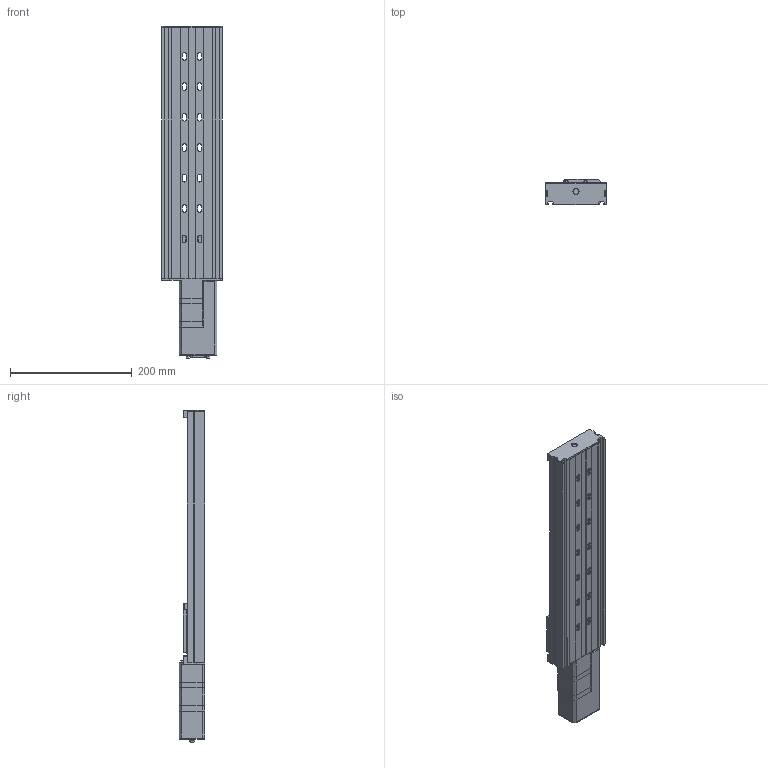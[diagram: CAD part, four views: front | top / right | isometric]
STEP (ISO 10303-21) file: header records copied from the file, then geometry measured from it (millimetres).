
FILE_DESCRIPTION (( 'STEP AP203' ), '1' );
FILE_NAME ('LRQ300xL-E01T3A.step', '2023-05-17T23:45:26', ( '' ), ( '' ), 'SwSTEP 2.0', 'SolidWorks 2019', '' );
FILE_SCHEMA (( 'CONFIG_CONTROL_DESIGN' ));
Length unit declared in the file: millimetre
Products named in the file (4): LRQ300xL-E01T3A; LRQ_carriage^LRQ_LRQ; LRQ_base^LRQ_LRQ300L; NMS17_motor^LRQ_LRQ-T3A
Assembly tree (3 placements, depth 2):
  LRQ300xL-E01T3A
    LRQ_base^LRQ_LRQ300L
    LRQ_carriage^LRQ_LRQ
    NMS17_motor^LRQ_LRQ-T3A
Bounding box: 100 x 42.5 x 545.01 mm (x, y, z)
Volume: 968824 mm3; surface area: 327036.7 mm2
Topology: 34 solids, 34 shells, 893 faces, 2253 edges, 1491 vertices
Faces by surface type: plane 560, cylinder 299, cone 26, torus 8
Entity records: 27552 total; most frequent: CARTESIAN_POINT 4959, DIRECTION 4664, ORIENTED_EDGE 4490, EDGE_CURVE 2245, AXIS2_PLACEMENT_3D 1560, VECTOR 1544, LINE 1544, VERTEX_POINT 1491
